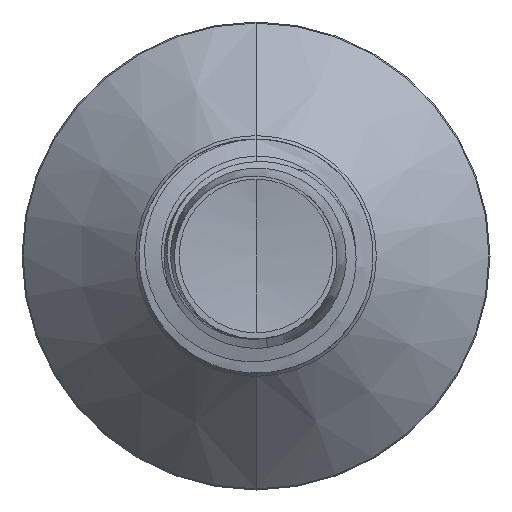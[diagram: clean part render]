
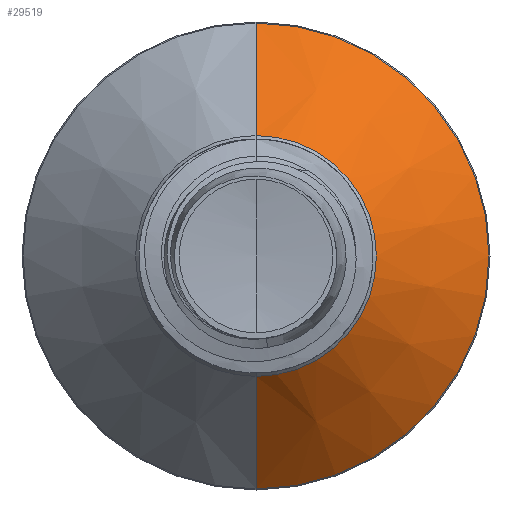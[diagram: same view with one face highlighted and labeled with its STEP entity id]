
A CAD part, front view. The second image highlights one B-rep face of the part: STEP entity #29519.
In plain terms, the highlighted conical face has half-angle 45 degrees and reference radius 3.088 mm.
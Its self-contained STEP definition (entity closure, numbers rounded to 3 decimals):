
#81 = CARTESIAN_POINT ( 'NONE',  ( 0., 28.739, -3.089 ) ) ;
#1339 = ORIENTED_EDGE ( 'NONE', *, *, #4000, .F. ) ;
#4000 = EDGE_CURVE ( 'NONE', #5113, #27326, #30749, .T. ) ;
#4272 = AXIS2_PLACEMENT_3D ( 'NONE', #14919, #36920, #36643 ) ;
#5113 = VERTEX_POINT ( 'NONE', #41083 ) ;
#5155 = VERTEX_POINT ( 'NONE', #81 ) ;
#7710 = VECTOR ( 'NONE', #18200, 1000. ) ;
#7791 = CONICAL_SURFACE ( 'NONE', #4272, 3.089, 0.785 ) ;
#9714 = LINE ( 'NONE', #15043, #7710 ) ;
#9788 = FACE_OUTER_BOUND ( 'NONE', #34558, .T. ) ;
#10737 = CARTESIAN_POINT ( 'NONE',  ( 0., 28.739, 3.089 ) ) ;
#12187 = DIRECTION ( 'NONE',  ( 0., 1., 0. ) ) ;
#12870 = VECTOR ( 'NONE', #23796, 1000. ) ;
#12930 = VERTEX_POINT ( 'NONE', #10737 ) ;
#14919 = CARTESIAN_POINT ( 'NONE',  ( 0., 28.739, 0. ) ) ;
#15043 = CARTESIAN_POINT ( 'NONE',  ( 0., 28.739, -3.089 ) ) ;
#16745 = CARTESIAN_POINT ( 'NONE',  ( 0., 31.624, -5.974 ) ) ;
#17417 = DIRECTION ( 'NONE',  ( 0., 1., 0. ) ) ;
#18200 = DIRECTION ( 'NONE',  ( 0., 0.707, -0.707 ) ) ;
#21305 = LINE ( 'NONE', #39498, #12870 ) ;
#23796 = DIRECTION ( 'NONE',  ( 0., 0.707, 0.707 ) ) ;
#24230 = AXIS2_PLACEMENT_3D ( 'NONE', #36259, #17417, #39415 ) ;
#25010 = EDGE_CURVE ( 'NONE', #12930, #5113, #21305, .T. ) ;
#25144 = CIRCLE ( 'NONE', #24230, 3.089 ) ;
#25666 = ORIENTED_EDGE ( 'NONE', *, *, #37429, .T. ) ;
#27326 = VERTEX_POINT ( 'NONE', #16745 ) ;
#27980 = EDGE_CURVE ( 'NONE', #12930, #5155, #25144, .T. ) ;
#29519 = ADVANCED_FACE ( 'NONE', ( #9788 ), #7791, .T. ) ;
#30749 = CIRCLE ( 'NONE', #32015, 5.974 ) ;
#31090 = CARTESIAN_POINT ( 'NONE',  ( 0., 31.624, 0. ) ) ;
#32015 = AXIS2_PLACEMENT_3D ( 'NONE', #31090, #12187, #34286 ) ;
#33108 = ORIENTED_EDGE ( 'NONE', *, *, #27980, .T. ) ;
#34286 = DIRECTION ( 'NONE',  ( 0., 0., 1. ) ) ;
#34558 = EDGE_LOOP ( 'NONE', ( #33108, #25666, #1339, #35098 ) ) ;
#35098 = ORIENTED_EDGE ( 'NONE', *, *, #25010, .F. ) ;
#36259 = CARTESIAN_POINT ( 'NONE',  ( 0., 28.739, 0. ) ) ;
#36643 = DIRECTION ( 'NONE',  ( 0., 0., 1. ) ) ;
#36920 = DIRECTION ( 'NONE',  ( 0., 1., 0. ) ) ;
#37429 = EDGE_CURVE ( 'NONE', #5155, #27326, #9714, .T. ) ;
#39415 = DIRECTION ( 'NONE',  ( 0., 0., 1. ) ) ;
#39498 = CARTESIAN_POINT ( 'NONE',  ( 0., 28.739, 3.089 ) ) ;
#41083 = CARTESIAN_POINT ( 'NONE',  ( 0., 31.624, 5.974 ) ) ;
